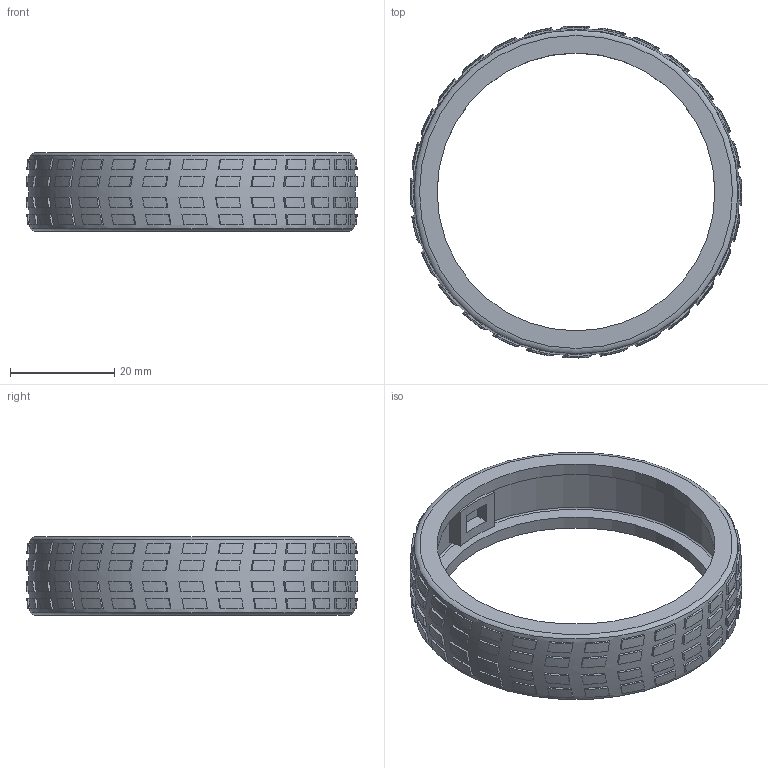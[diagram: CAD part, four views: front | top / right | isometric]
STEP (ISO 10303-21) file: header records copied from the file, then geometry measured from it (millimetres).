
FILE_DESCRIPTION(/* description */ (''),/* implementation_level */ '2;1');
FILE_NAME(/* name */ 'WHtM.stp',/* time_stamp */ '2019-06-19T17:29:16+02:00',/* author */ ('Varga Daniel'),/* organization */ (''),/* preprocessor_version */ 'ST-DEVELOPER v18',/* originating_system */ 'Autodesk Inventor 2020',/* authorisation */ '');
FILE_SCHEMA (('AUTOMOTIVE_DESIGN { 1 0 10303 214 3 1 1 }'));
Length unit declared in the file: millimetre
Products named in the file (1): WHtM_ver2
Bounding box: 63.63 x 63.63 x 15 mm (x, y, z)
Volume: 8108.3 mm3; surface area: 9092.6 mm2
Topology: 1 solids, 1 shells, 949 faces, 2397 edges, 1601 vertices
Faces by surface type: plane 696, bspline 242, cylinder 7, torus 4
Full cylindrical faces by diameter (mm): 53.25 x2, 59 x1
Entity records: 30680 total; most frequent: CARTESIAN_POINT 8793, ORIENTED_EDGE 4794, DIRECTION 4051, EDGE_CURVE 2397, VERTEX_POINT 1601, AXIS2_PLACEMENT_3D 1433, LINE 1185, VECTOR 1185
